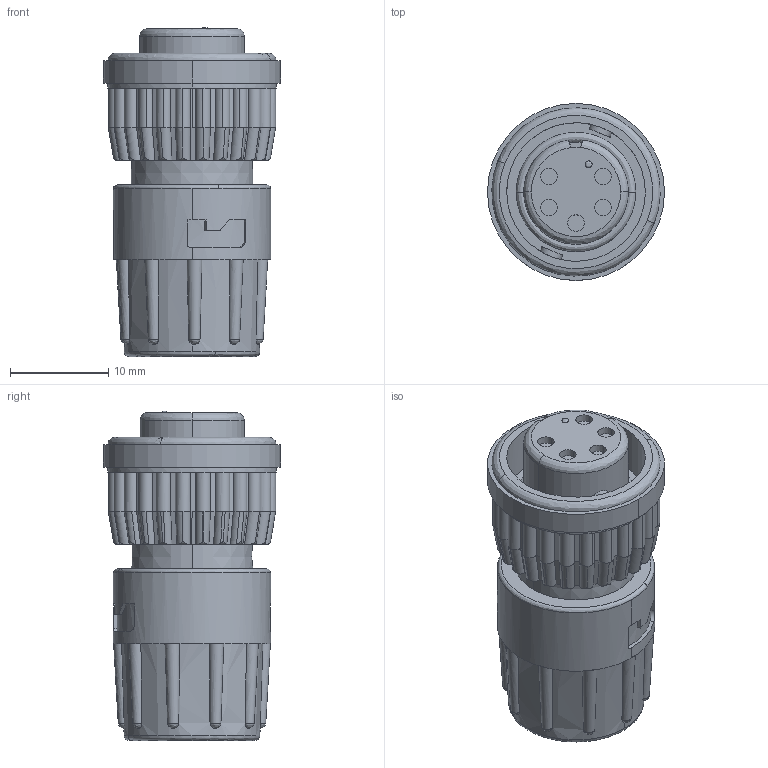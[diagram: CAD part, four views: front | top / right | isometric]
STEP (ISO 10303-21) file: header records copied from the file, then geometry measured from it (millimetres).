
FILE_DESCRIPTION (( 'STEP AP203' ), '1' );
FILE_NAME ('6282-5SG-311.STEP', '2015-11-12T22:31:42', ( '' ), ( '' ), 'SwSTEP 2.0', 'SolidWorks 2014', '' );
FILE_SCHEMA (( 'CONFIG_CONTROL_DESIGN' ));
Length unit declared in the file: inch
Products named in the file (1): 6282-5SG-311
Bounding box: 18.03 x 18.03 x 33.52 mm (x, y, z)
Volume: 5656.9 mm3; surface area: 2859.3 mm2
Topology: 1 solids, 1 shells, 327 faces, 924 edges, 614 vertices
Faces by surface type: cylinder 188, plane 76, bspline 59, cone 4
Entity records: 16139 total; most frequent: CARTESIAN_POINT 8696, ORIENTED_EDGE 1848, DIRECTION 1253, EDGE_CURVE 924, VERTEX_POINT 614, AXIS2_PLACEMENT_3D 507, EDGE_LOOP 342, ADVANCED_FACE 327
